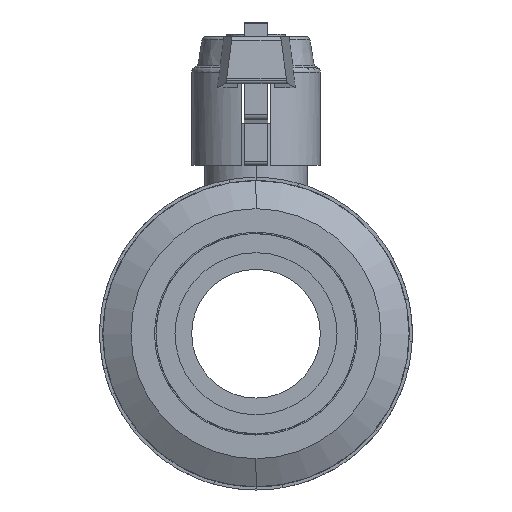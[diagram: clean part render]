
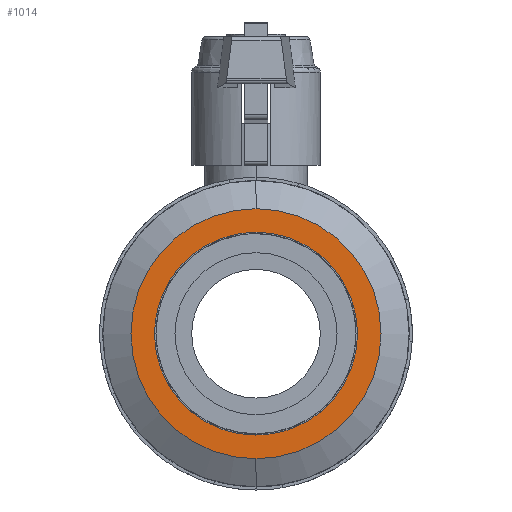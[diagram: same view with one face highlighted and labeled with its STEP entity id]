
A CAD part, left-side view. The second image highlights one B-rep face of the part: STEP entity #1014.
In plain terms, the highlighted planar face has unit normal (-1, 0, 0).
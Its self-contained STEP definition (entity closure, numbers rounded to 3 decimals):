
#1014=ADVANCED_FACE('',(#2204,#2205),#2206,.T.);
#2204=FACE_BOUND('',#3567,.T.);
#2205=FACE_OUTER_BOUND('',#3568,.T.);
#2206=PLANE('',#3569);
#3567=EDGE_LOOP('',(#6853,#6854));
#3568=EDGE_LOOP('',(#6855,#6856));
#3569=AXIS2_PLACEMENT_3D('',#6857,#6858,#6859);
#6853=ORIENTED_EDGE('',*,*,#9586,.F.);
#6854=ORIENTED_EDGE('',*,*,#8566,.F.);
#6855=ORIENTED_EDGE('',*,*,#8571,.T.);
#6856=ORIENTED_EDGE('',*,*,#9584,.T.);
#6857=CARTESIAN_POINT('',(-71.794,0.0,43.988));
#6858=DIRECTION('',(-1.0,0.0,0.0));
#6859=DIRECTION('',(0.0,-0.0,1.0));
#8566=EDGE_CURVE('',#10443,#10439,#10445,.T.);
#8571=EDGE_CURVE('',#10448,#10452,#10454,.T.);
#9584=EDGE_CURVE('',#10452,#10448,#11965,.T.);
#9586=EDGE_CURVE('',#10439,#10443,#11967,.T.);
#10439=VERTEX_POINT('',#13094);
#10443=VERTEX_POINT('',#13099);
#10445=CIRCLE('',#13102,39.375);
#10448=VERTEX_POINT('',#13105);
#10452=VERTEX_POINT('',#13110);
#10454=CIRCLE('',#13113,48.6);
#11965=CIRCLE('',#15604,48.6);
#11967=CIRCLE('',#15606,39.375);
#13094=CARTESIAN_POINT('',(-71.794,0.0,39.375));
#13099=CARTESIAN_POINT('',(-71.794,0.,-39.375));
#13102=AXIS2_PLACEMENT_3D('',#16865,#16866,#16867);
#13105=CARTESIAN_POINT('',(-71.794,0.0,48.6));
#13110=CARTESIAN_POINT('',(-71.794,0.,-48.6));
#13113=AXIS2_PLACEMENT_3D('',#16873,#16874,#16875);
#15604=AXIS2_PLACEMENT_3D('',#18082,#18083,#18084);
#15606=AXIS2_PLACEMENT_3D('',#18085,#18086,#18087);
#16865=CARTESIAN_POINT('',(-71.794,0.0,0.0));
#16866=DIRECTION('',(-1.0,0.0,0.0));
#16867=DIRECTION('',(0.0,-0.0,1.0));
#16873=CARTESIAN_POINT('',(-71.794,0.0,0.0));
#16874=DIRECTION('',(-1.0,0.0,0.0));
#16875=DIRECTION('',(0.0,-0.0,1.0));
#18082=CARTESIAN_POINT('',(-71.794,0.0,0.0));
#18083=DIRECTION('',(-1.0,0.0,0.0));
#18084=DIRECTION('',(0.0,-0.0,1.0));
#18085=CARTESIAN_POINT('',(-71.794,0.0,0.0));
#18086=DIRECTION('',(-1.0,0.0,0.0));
#18087=DIRECTION('',(0.0,-0.0,1.0));
